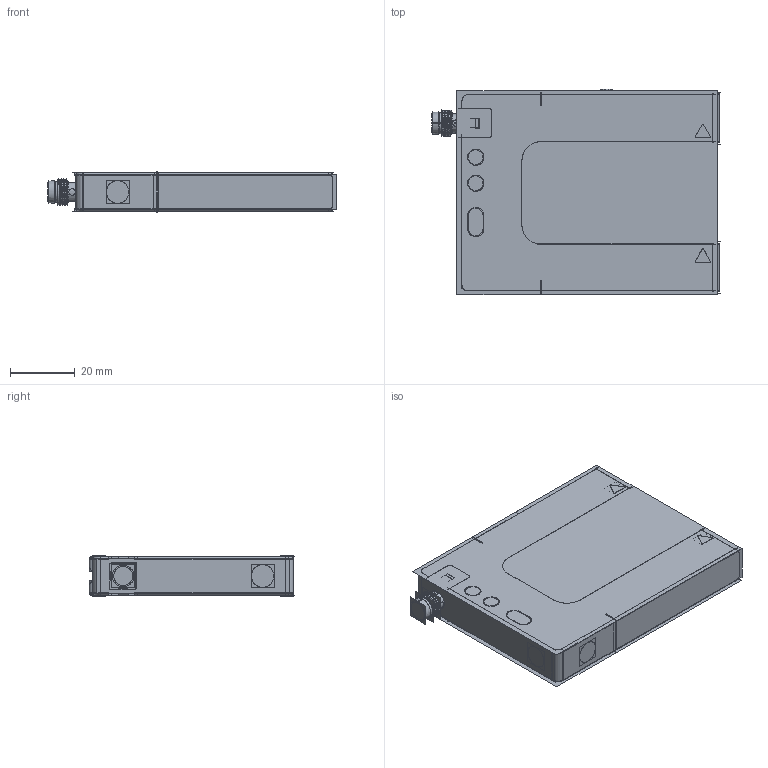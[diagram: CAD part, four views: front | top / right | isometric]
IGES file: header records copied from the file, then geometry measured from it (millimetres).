
Start section:  PTC IGES file: 137651_sm01.igs
Global section: file name: 137651_sm01.igs; native system: Creo Parametric by PTC Inc.; preprocessor: 2019292; author: PDMAdmin; organization: Unknown; date: 20220328.094217; units: millimetre
Bounding box: 88.86 x 63.48 x 12.48 mm (x, y, z)
Volume: 36876.3 mm3; surface area: 53967.1 mm2
Topology: 1 solids, 1 shells, 554 faces, 2718 edges, 3406 vertices
Faces by surface type: bspline 290, revolution 264
